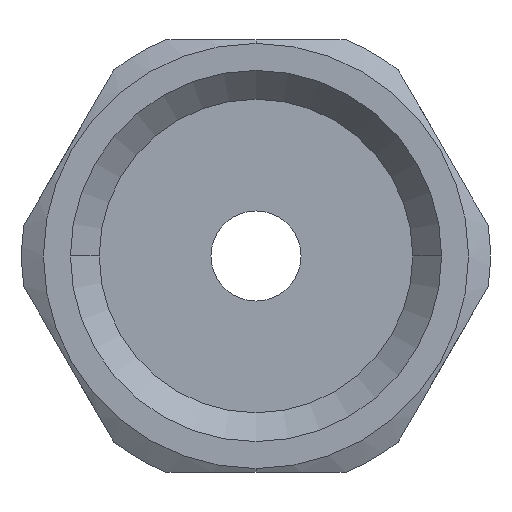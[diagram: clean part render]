
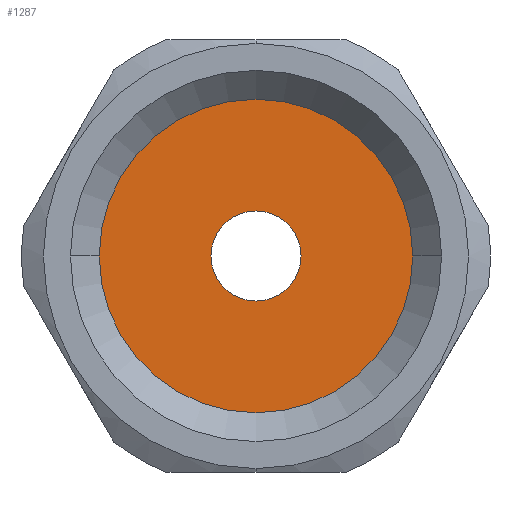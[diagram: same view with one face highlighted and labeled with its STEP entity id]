
A CAD part, front view. The second image highlights one B-rep face of the part: STEP entity #1287.
In plain terms, the highlighted planar face has unit normal (0, -1, 0).
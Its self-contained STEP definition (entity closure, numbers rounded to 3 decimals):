
#110 = CIRCLE ( 'NONE', #207, 1.25 ) ;
#127 = AXIS2_PLACEMENT_3D ( 'NONE', #760, #761, #762 ) ;
#137 = CIRCLE ( 'NONE', #127, 1.25 ) ;
#207 = AXIS2_PLACEMENT_3D ( 'NONE', #1084, #1083, #1081 ) ;
#272 = AXIS2_PLACEMENT_3D ( 'NONE', #1080, #1078, #1077 ) ;
#273 = AXIS2_PLACEMENT_3D ( 'NONE', #881, #880, #879 ) ;
#274 = CIRCLE ( 'NONE', #273, 4.35 ) ;
#289 = AXIS2_PLACEMENT_3D ( 'NONE', #933, #932, #930 ) ;
#291 = CIRCLE ( 'NONE', #272, 4.35 ) ;
#367 = FACE_OUTER_BOUND ( 'NONE', #549, .T. ) ;
#368 = FACE_BOUND ( 'NONE', #548, .T. ) ;
#457 = ORIENTED_EDGE ( 'NONE', *, *, #1299, .F. ) ;
#458 = ORIENTED_EDGE ( 'NONE', *, *, #1380, .T. ) ;
#460 = ORIENTED_EDGE ( 'NONE', *, *, #1248, .T. ) ;
#461 = ORIENTED_EDGE ( 'NONE', *, *, #1249, .F. ) ;
#467 = VERTEX_POINT ( 'NONE', #1073 ) ;
#470 = VERTEX_POINT ( 'NONE', #1065 ) ;
#471 = VERTEX_POINT ( 'NONE', #1062 ) ;
#476 = VERTEX_POINT ( 'NONE', #1038 ) ;
#548 = EDGE_LOOP ( 'NONE', ( #460, #458 ) ) ;
#549 = EDGE_LOOP ( 'NONE', ( #461, #457 ) ) ;
#760 = CARTESIAN_POINT ( 'NONE',  ( 0., 8., 0. ) ) ;
#761 = DIRECTION ( 'NONE',  ( 0., 1., 0. ) ) ;
#762 = DIRECTION ( 'NONE',  ( -1., 0., 0. ) ) ;
#879 = DIRECTION ( 'NONE',  ( -1., 0., 0. ) ) ;
#880 = DIRECTION ( 'NONE',  ( 0., 1., 0. ) ) ;
#881 = CARTESIAN_POINT ( 'NONE',  ( 0., 8., 0. ) ) ;
#930 = DIRECTION ( 'NONE',  ( 1., 0., 0. ) ) ;
#932 = DIRECTION ( 'NONE',  ( 0., -1., 0. ) ) ;
#933 = CARTESIAN_POINT ( 'NONE',  ( 1.25, 8., 0. ) ) ;
#935 = PLANE ( 'NONE',  #289 ) ;
#1038 = CARTESIAN_POINT ( 'NONE',  ( -1.25, 8., 0. ) ) ;
#1062 = CARTESIAN_POINT ( 'NONE',  ( -4.35, 8., 0. ) ) ;
#1065 = CARTESIAN_POINT ( 'NONE',  ( 1.25, 8., 0. ) ) ;
#1073 = CARTESIAN_POINT ( 'NONE',  ( 4.35, 8., 0. ) ) ;
#1077 = DIRECTION ( 'NONE',  ( -1., 0., 0. ) ) ;
#1078 = DIRECTION ( 'NONE',  ( 0., 1., 0. ) ) ;
#1080 = CARTESIAN_POINT ( 'NONE',  ( 0., 8., 0. ) ) ;
#1081 = DIRECTION ( 'NONE',  ( -1., 0., 0. ) ) ;
#1083 = DIRECTION ( 'NONE',  ( 0., 1., 0. ) ) ;
#1084 = CARTESIAN_POINT ( 'NONE',  ( 0., 8., 0. ) ) ;
#1248 = EDGE_CURVE ( 'NONE', #476, #470, #110, .T. ) ;
#1249 = EDGE_CURVE ( 'NONE', #471, #467, #291, .T. ) ;
#1287 = ADVANCED_FACE ( 'NONE', ( #368, #367 ), #935, .T. ) ;
#1299 = EDGE_CURVE ( 'NONE', #467, #471, #274, .T. ) ;
#1380 = EDGE_CURVE ( 'NONE', #470, #476, #137, .T. ) ;
